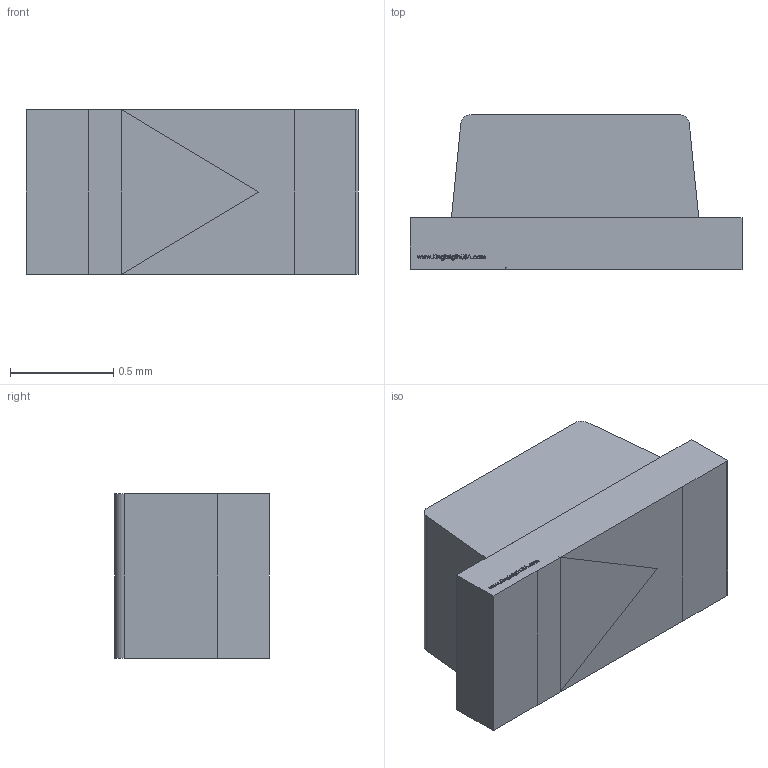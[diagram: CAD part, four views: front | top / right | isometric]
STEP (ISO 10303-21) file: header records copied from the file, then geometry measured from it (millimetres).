
FILE_DESCRIPTION(/* description */ (''),/* implementation_level */ '2;1');
FILE_NAME(/* name */ 'APT1608 v1-pin.step',/* time_stamp */ '2017-09-06T12:30:52+02:00',/* author */ (''),/* organization */ (''),/* preprocessor_version */ 'ST-DEVELOPER v16.13',/* originating_system */ 'Autodesk Translation Framework v6.1.1.50',/* authorisation */ '');
FILE_SCHEMA (('AUTOMOTIVE_DESIGN { 1 0 10303 214 3 1 1 }'));
Length unit declared in the file: millimetre
Products named in the file (1): APT1608 v2
Bounding box: 1.61 x 0.75 x 0.8 mm (x, y, z)
Volume: 0.8 mm3; surface area: 8.7 mm2
Topology: 4 solids, 4 shells, 303 faces, 801 edges, 534 vertices
Faces by surface type: plane 185, bspline 116, cylinder 2
Entity records: 15094 total; most frequent: CARTESIAN_POINT 7971, ORIENTED_EDGE 1602, DIRECTION 969, EDGE_CURVE 801, LINE 565, VECTOR 565, VERTEX_POINT 534, EDGE_LOOP 331
